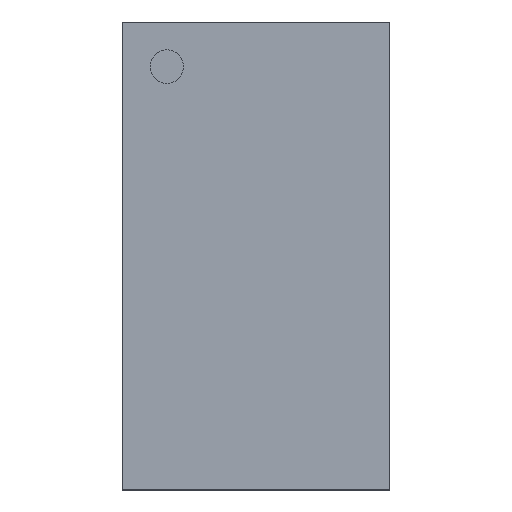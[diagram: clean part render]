
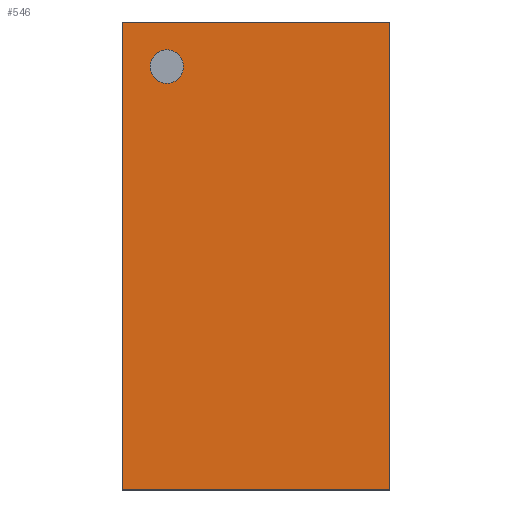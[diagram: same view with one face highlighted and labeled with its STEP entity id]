
A CAD part, top view. The second image highlights one B-rep face of the part: STEP entity #546.
In plain terms, the highlighted planar face has unit normal (0, 0, 1).
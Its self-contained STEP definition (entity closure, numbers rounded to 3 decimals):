
#418=FACE_BOUND('',#436,.T.);
#419=CIRCLE('',#585,0.5);
#420=CIRCLE('',#586,0.5);
#426=FACE_OUTER_BOUND('',#435,.T.);
#435=EDGE_LOOP('',(#509,#510,#511,#512));
#436=EDGE_LOOP('',(#513,#514));
#444=LINE('',#954,#457);
#449=LINE('',#963,#462);
#450=LINE('',#966,#463);
#451=LINE('',#967,#464);
#457=VECTOR('',#707,1.);
#462=VECTOR('',#714,1.);
#463=VECTOR('',#717,1.);
#464=VECTOR('',#718,1.);
#470=VERTEX_POINT('',#951);
#471=VERTEX_POINT('',#953);
#474=VERTEX_POINT('',#961);
#475=VERTEX_POINT('',#965);
#476=VERTEX_POINT('',#968);
#477=VERTEX_POINT('',#969);
#484=EDGE_CURVE('',#470,#471,#444,.T.);
#489=EDGE_CURVE('',#470,#474,#449,.T.);
#490=EDGE_CURVE('',#474,#475,#450,.T.);
#491=EDGE_CURVE('',#471,#475,#451,.T.);
#492=EDGE_CURVE('',#476,#477,#419,.T.);
#493=EDGE_CURVE('',#477,#476,#420,.T.);
#509=ORIENTED_EDGE('',*,*,#484,.F.);
#510=ORIENTED_EDGE('',*,*,#489,.T.);
#511=ORIENTED_EDGE('',*,*,#490,.T.);
#512=ORIENTED_EDGE('',*,*,#491,.F.);
#513=ORIENTED_EDGE('',*,*,#492,.F.);
#514=ORIENTED_EDGE('',*,*,#493,.F.);
#539=PLANE('',#584);
#546=ADVANCED_FACE('',(#426,#418),#539,.T.);
#584=AXIS2_PLACEMENT_3D('',#964,#715,#716);
#585=AXIS2_PLACEMENT_3D('',#970,#719,#720);
#586=AXIS2_PLACEMENT_3D('',#971,#721,#722);
#707=DIRECTION('',(0.,1.,0.));
#714=DIRECTION('',(1.,0.,0.));
#715=DIRECTION('center_axis',(0.,0.,1.));
#716=DIRECTION('ref_axis',(1.,0.,0.));
#717=DIRECTION('',(0.,1.,0.));
#718=DIRECTION('',(1.,0.,0.));
#719=DIRECTION('center_axis',(0.,0.,1.));
#720=DIRECTION('ref_axis',(1.,0.,0.));
#721=DIRECTION('center_axis',(0.,0.,1.));
#722=DIRECTION('ref_axis',(1.,0.,0.));
#951=CARTESIAN_POINT('',(0.,0.,1.1));
#953=CARTESIAN_POINT('',(0.,14.,1.1));
#954=CARTESIAN_POINT('',(0.,0.,1.1));
#961=CARTESIAN_POINT('',(8.,0.,1.1));
#963=CARTESIAN_POINT('',(0.,0.,1.1));
#964=CARTESIAN_POINT('Origin',(0.,0.,1.1));
#965=CARTESIAN_POINT('',(8.,14.,1.1));
#966=CARTESIAN_POINT('',(8.,0.,1.1));
#967=CARTESIAN_POINT('',(0.,14.,1.1));
#968=CARTESIAN_POINT('',(1.833,12.667,1.1));
#969=CARTESIAN_POINT('',(0.833,12.667,1.1));
#970=CARTESIAN_POINT('Origin',(1.333,12.667,1.1));
#971=CARTESIAN_POINT('Origin',(1.333,12.667,1.1));
